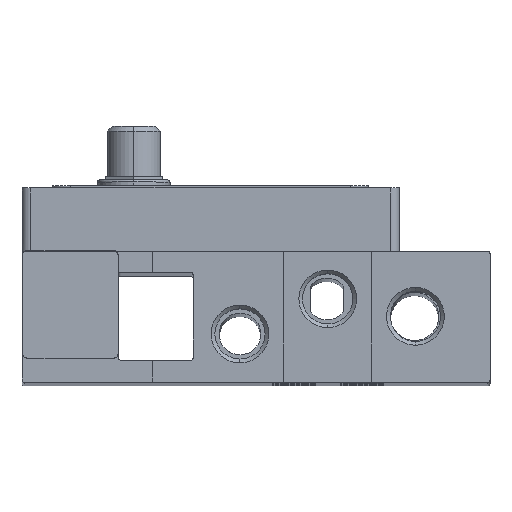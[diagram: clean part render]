
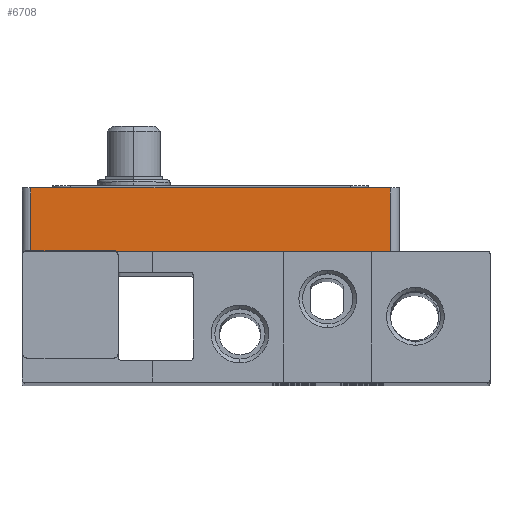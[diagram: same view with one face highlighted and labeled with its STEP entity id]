
A CAD part, top view. The second image highlights one B-rep face of the part: STEP entity #6708.
In plain terms, the highlighted planar face has unit normal (0, 0, 1).
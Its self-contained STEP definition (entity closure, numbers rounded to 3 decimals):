
#680 = DIRECTION ( 'NONE',  ( -1., 0., 0. ) ) ;
#1248 = LINE ( 'NONE', #8953, #3141 ) ;
#1660 = DIRECTION ( 'NONE',  ( 0., -1., 0. ) ) ;
#1930 = EDGE_LOOP ( 'NONE', ( #18791, #5580, #15427, #6556 ) ) ;
#2552 = EDGE_CURVE ( 'NONE', #12996, #15269, #7225, .T. ) ;
#2869 = VECTOR ( 'NONE', #1660, 1000. ) ;
#3092 = AXIS2_PLACEMENT_3D ( 'NONE', #3357, #5032, #680 ) ;
#3141 = VECTOR ( 'NONE', #16382, 1000. ) ;
#3357 = CARTESIAN_POINT ( 'NONE',  ( 2., 44.3, -9. ) ) ;
#3898 = DIRECTION ( 'NONE',  ( 1., 0., 0. ) ) ;
#5032 = DIRECTION ( 'NONE',  ( 0., 0., -1. ) ) ;
#5580 = ORIENTED_EDGE ( 'NONE', *, *, #9078, .F. ) ;
#6024 = CARTESIAN_POINT ( 'NONE',  ( 84., 44.3, -9. ) ) ;
#6142 = CARTESIAN_POINT ( 'NONE',  ( 2., 29.8, -9. ) ) ;
#6556 = ORIENTED_EDGE ( 'NONE', *, *, #15526, .F. ) ;
#6708 = ADVANCED_FACE ( 'NONE', ( #14227 ), #9389, .F. ) ;
#7225 = LINE ( 'NONE', #13242, #9894 ) ;
#8835 = CARTESIAN_POINT ( 'NONE',  ( 84., 44.3, -9. ) ) ;
#8953 = CARTESIAN_POINT ( 'NONE',  ( 106.2, 29.8, -9. ) ) ;
#8988 = LINE ( 'NONE', #6024, #2869 ) ;
#9078 = EDGE_CURVE ( 'NONE', #15269, #14721, #12889, .T. ) ;
#9389 = PLANE ( 'NONE',  #3092 ) ;
#9894 = VECTOR ( 'NONE', #14740, 1000. ) ;
#10540 = VECTOR ( 'NONE', #3898, 1000. ) ;
#12889 = LINE ( 'NONE', #17255, #10540 ) ;
#12996 = VERTEX_POINT ( 'NONE', #6142 ) ;
#13242 = CARTESIAN_POINT ( 'NONE',  ( 2., 44.3, -9. ) ) ;
#14227 = FACE_OUTER_BOUND ( 'NONE', #1930, .T. ) ;
#14721 = VERTEX_POINT ( 'NONE', #8835 ) ;
#14740 = DIRECTION ( 'NONE',  ( 0., 1., 0. ) ) ;
#14827 = VERTEX_POINT ( 'NONE', #16725 ) ;
#15269 = VERTEX_POINT ( 'NONE', #16866 ) ;
#15427 = ORIENTED_EDGE ( 'NONE', *, *, #2552, .F. ) ;
#15526 = EDGE_CURVE ( 'NONE', #14827, #12996, #1248, .T. ) ;
#16382 = DIRECTION ( 'NONE',  ( -1., 0., 0. ) ) ;
#16448 = EDGE_CURVE ( 'NONE', #14721, #14827, #8988, .T. ) ;
#16725 = CARTESIAN_POINT ( 'NONE',  ( 84., 29.8, -9. ) ) ;
#16866 = CARTESIAN_POINT ( 'NONE',  ( 2., 44.3, -9. ) ) ;
#17255 = CARTESIAN_POINT ( 'NONE',  ( 2., 44.3, -9. ) ) ;
#18791 = ORIENTED_EDGE ( 'NONE', *, *, #16448, .F. ) ;
